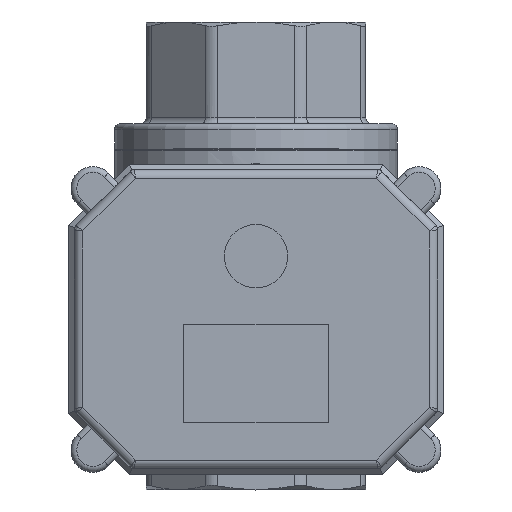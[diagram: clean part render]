
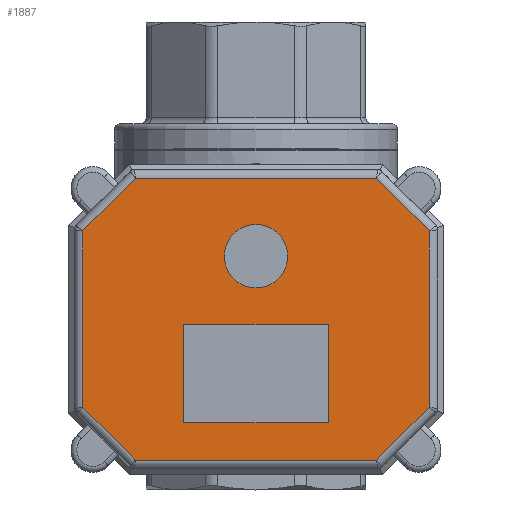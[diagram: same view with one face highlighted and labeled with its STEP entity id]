
A CAD part, top view. The second image highlights one B-rep face of the part: STEP entity #1887.
In plain terms, the highlighted planar face has unit normal (0, 0, 1).
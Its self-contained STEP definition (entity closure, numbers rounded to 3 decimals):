
#907=LINE('',#11390,#1348);
#908=LINE('',#11395,#1349);
#911=LINE('',#11408,#1352);
#912=LINE('',#11413,#1353);
#923=LINE('',#11563,#1364);
#924=LINE('',#11566,#1365);
#925=LINE('',#11568,#1366);
#926=LINE('',#11570,#1367);
#927=LINE('',#11573,#1368);
#928=LINE('',#11574,#1369);
#929=LINE('',#11575,#1370);
#930=LINE('',#11576,#1371);
#1348=VECTOR('',#8250,1.);
#1349=VECTOR('',#8255,1.);
#1352=VECTOR('',#8266,1.);
#1353=VECTOR('',#8271,1.);
#1364=VECTOR('',#8316,1.);
#1365=VECTOR('',#8317,1.);
#1366=VECTOR('',#8318,1.);
#1367=VECTOR('',#8319,1.);
#1368=VECTOR('',#8322,1.);
#1369=VECTOR('',#8323,1.);
#1370=VECTOR('',#8324,1.);
#1371=VECTOR('',#8325,1.);
#1887=ADVANCED_FACE('',(#2377,#2378,#2379),#2152,.T.);
#2152=PLANE('',#7038);
#2377=FACE_BOUND('',#2669,.T.);
#2378=FACE_BOUND('',#2670,.T.);
#2379=FACE_BOUND('',#2671,.T.);
#2669=EDGE_LOOP('',(#3786,#3787,#3788,#3789));
#2670=EDGE_LOOP('',(#3790));
#2671=EDGE_LOOP('',(#3791,#3792,#3793,#3794,#3795,#3796,#3797,#3798));
#3786=ORIENTED_EDGE('',*,*,#5834,.F.);
#3787=ORIENTED_EDGE('',*,*,#5835,.F.);
#3788=ORIENTED_EDGE('',*,*,#5836,.F.);
#3789=ORIENTED_EDGE('',*,*,#5837,.F.);
#3790=ORIENTED_EDGE('',*,*,#5838,.T.);
#3791=ORIENTED_EDGE('',*,*,#5808,.T.);
#3792=ORIENTED_EDGE('',*,*,#5839,.T.);
#3793=ORIENTED_EDGE('',*,*,#5810,.T.);
#3794=ORIENTED_EDGE('',*,*,#5840,.T.);
#3795=ORIENTED_EDGE('',*,*,#5802,.T.);
#3796=ORIENTED_EDGE('',*,*,#5841,.T.);
#3797=ORIENTED_EDGE('',*,*,#5800,.T.);
#3798=ORIENTED_EDGE('',*,*,#5842,.T.);
#5054=VERTEX_POINT('',#11384);
#5057=VERTEX_POINT('',#11389);
#5059=VERTEX_POINT('',#11394);
#5060=VERTEX_POINT('',#11396);
#5062=VERTEX_POINT('',#11402);
#5065=VERTEX_POINT('',#11407);
#5067=VERTEX_POINT('',#11412);
#5068=VERTEX_POINT('',#11414);
#5082=VERTEX_POINT('',#11564);
#5083=VERTEX_POINT('',#11565);
#5084=VERTEX_POINT('',#11567);
#5085=VERTEX_POINT('',#11569);
#5086=VERTEX_POINT('',#11572);
#5800=EDGE_CURVE('',#5054,#5057,#907,.T.);
#5802=EDGE_CURVE('',#5060,#5059,#908,.T.);
#5808=EDGE_CURVE('',#5062,#5065,#911,.T.);
#5810=EDGE_CURVE('',#5068,#5067,#912,.T.);
#5834=EDGE_CURVE('',#5082,#5083,#923,.T.);
#5835=EDGE_CURVE('',#5084,#5082,#924,.T.);
#5836=EDGE_CURVE('',#5085,#5084,#925,.T.);
#5837=EDGE_CURVE('',#5083,#5085,#926,.T.);
#5838=EDGE_CURVE('',#5086,#5086,#6531,.T.);
#5839=EDGE_CURVE('',#5065,#5068,#927,.T.);
#5840=EDGE_CURVE('',#5067,#5060,#928,.T.);
#5841=EDGE_CURVE('',#5059,#5054,#929,.T.);
#5842=EDGE_CURVE('',#5057,#5062,#930,.T.);
#6531=CIRCLE('',#7037,5.5);
#7037=AXIS2_PLACEMENT_3D('',#11571,#8320,#8321);
#7038=AXIS2_PLACEMENT_3D('',#11577,#8326,#8327);
#8250=DIRECTION('',(1.,0.,0.));
#8255=DIRECTION('',(0.,-1.,0.));
#8266=DIRECTION('',(0.,1.,0.));
#8271=DIRECTION('',(-1.,0.,0.));
#8316=DIRECTION('',(0.,-1.,0.));
#8317=DIRECTION('',(-1.,0.,0.));
#8318=DIRECTION('',(0.,1.,0.));
#8319=DIRECTION('',(1.,0.,0.));
#8320=DIRECTION('',(0.,0.,-1.));
#8321=DIRECTION('',(-1.,0.,0.));
#8322=DIRECTION('',(-0.707,0.707,0.));
#8323=DIRECTION('',(-0.707,-0.707,0.));
#8324=DIRECTION('',(0.707,-0.707,0.));
#8325=DIRECTION('',(0.707,0.707,0.));
#8326=DIRECTION('',(0.,0.,1.));
#8327=DIRECTION('',(1.,0.,0.));
#11384=CARTESIAN_POINT('',(-20.879,-35.5,91.));
#11389=CARTESIAN_POINT('',(20.879,-35.5,91.));
#11390=CARTESIAN_POINT('',(21.086,-35.5,91.));
#11394=CARTESIAN_POINT('',(-30.,-26.379,91.));
#11395=CARTESIAN_POINT('',(-30.,-26.586,91.));
#11396=CARTESIAN_POINT('',(-30.,4.179,91.));
#11402=CARTESIAN_POINT('',(30.,-26.379,91.));
#11407=CARTESIAN_POINT('',(30.,4.179,91.));
#11408=CARTESIAN_POINT('',(30.,4.386,91.));
#11412=CARTESIAN_POINT('',(-20.879,13.3,91.));
#11413=CARTESIAN_POINT('',(-21.086,13.3,91.));
#11414=CARTESIAN_POINT('',(20.879,13.3,91.));
#11563=CARTESIAN_POINT('',(-12.5,-12.,91.));
#11564=CARTESIAN_POINT('',(-12.5,-12.,91.));
#11565=CARTESIAN_POINT('',(-12.5,-29.,91.));
#11566=CARTESIAN_POINT('',(12.5,-12.,91.));
#11567=CARTESIAN_POINT('',(12.5,-12.,91.));
#11568=CARTESIAN_POINT('',(12.5,-29.,91.));
#11569=CARTESIAN_POINT('',(12.5,-29.,91.));
#11570=CARTESIAN_POINT('',(-12.5,-29.,91.));
#11571=CARTESIAN_POINT('',(0.,-0.2,91.));
#11572=CARTESIAN_POINT('',(-5.5,-0.2,91.));
#11573=CARTESIAN_POINT('',(22.639,11.539,91.));
#11574=CARTESIAN_POINT('',(-22.639,11.539,91.));
#11575=CARTESIAN_POINT('',(-22.639,-33.739,91.));
#11576=CARTESIAN_POINT('',(22.639,-33.739,91.));
#11577=CARTESIAN_POINT('',(0.,-11.1,91.));
